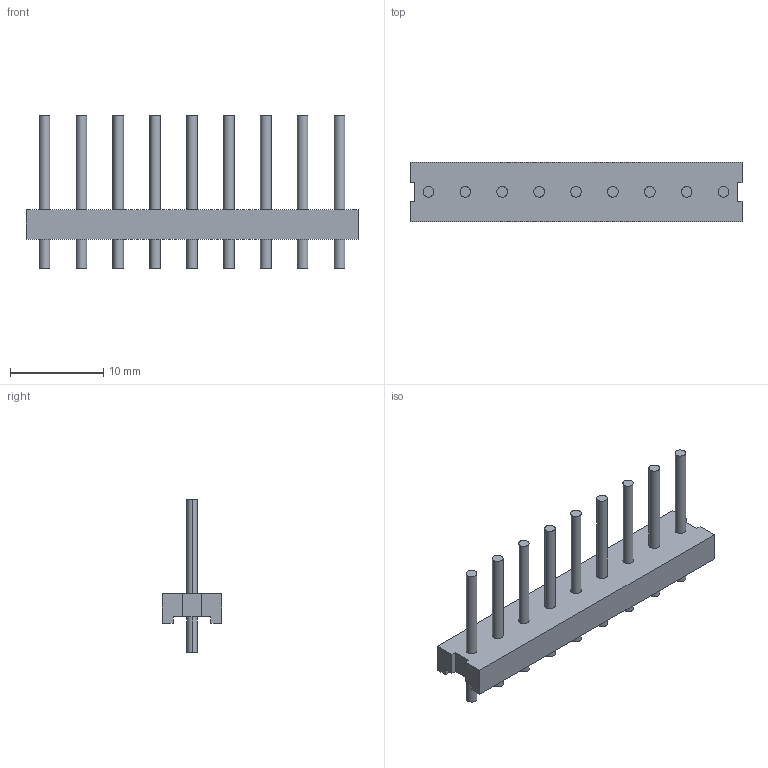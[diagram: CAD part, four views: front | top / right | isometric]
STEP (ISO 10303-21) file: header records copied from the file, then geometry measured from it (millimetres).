
FILE_DESCRIPTION((''),'2;1');
FILE_NAME('C-640384-9','2012-10-20T',('workeradm'),('Tyco Electronics Ltd.'),'PRO/ENGINEER BY PARAMETRIC TECHNOLOGY CORPORATION, 2010430','PRO/ENGINEER BY PARAMETRIC TECHNOLOGY CORPORATION, 2010430','');
FILE_SCHEMA(('AUTOMOTIVE_DESIGN { 1 0 10303 214 1 1 1 1 }'));
Length unit declared in the file: millimetre
Products named in the file (1): C-640384-9
Bounding box: 35.66 x 6.35 x 16.51 mm (x, y, z)
Volume: 744 mm3; surface area: 1217 mm2
Topology: 1 solids, 1 shells, 72 faces, 156 edges, 104 vertices
Faces by surface type: plane 36, cylinder 36
Entity records: 2305 total; most frequent: DIRECTION 372, CARTESIAN_POINT 334, ORIENTED_EDGE 312, EDGE_CURVE 156, AXIS2_PLACEMENT_3D 144, VERTEX_POINT 104, EDGE_LOOP 90, VECTOR 84
